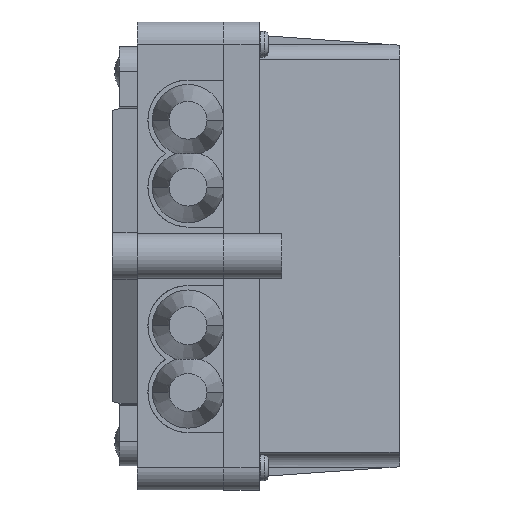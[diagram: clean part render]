
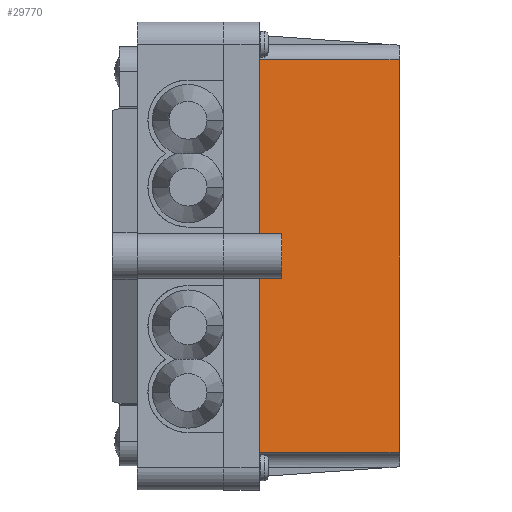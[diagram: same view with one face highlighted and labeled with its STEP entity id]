
A CAD part, front view. The second image highlights one B-rep face of the part: STEP entity #29770.
In plain terms, the highlighted face is planar.
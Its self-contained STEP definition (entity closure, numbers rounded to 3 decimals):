
#16 = PLANE ( 'NONE',  #9697 ) ;
#17 = CARTESIAN_POINT ( 'NONE',  ( 48.127, -21.762, 31.5 ) ) ;
#18 = DIRECTION ( 'NONE',  ( 0., -0.998, 0.07 ) ) ;
#19 = DIRECTION ( 'NONE',  ( 0., -0.07, -0.998 ) ) ;
#4755 = FACE_OUTER_BOUND ( 'NONE', #19535, .T. ) ;
#4846 = LINE ( 'NONE', #5991, #9829 ) ;
#4853 = LINE ( 'NONE', #6005, #9837 ) ;
#4865 = LINE ( 'NONE', #6077, #9878 ) ;
#4869 = LINE ( 'NONE', #6085, #9882 ) ;
#4870 = LINE ( 'NONE', #6087, #9883 ) ;
#4871 = LINE ( 'NONE', #6093, #9886 ) ;
#4872 = LINE ( 'NONE', #6099, #9887 ) ;
#4873 = LINE ( 'NONE', #6101, #9888 ) ;
#5857 = VERTEX_POINT ( 'NONE', #39470 ) ;
#5858 = VERTEX_POINT ( 'NONE', #39471 ) ;
#5863 = VERTEX_POINT ( 'NONE', #39476 ) ;
#5864 = VERTEX_POINT ( 'NONE', #39477 ) ;
#5883 = VERTEX_POINT ( 'NONE', #39496 ) ;
#5884 = VERTEX_POINT ( 'NONE', #39497 ) ;
#5885 = VERTEX_POINT ( 'NONE', #39498 ) ;
#5886 = VERTEX_POINT ( 'NONE', #39499 ) ;
#5887 = VERTEX_POINT ( 'NONE', #39500 ) ;
#5888 = VERTEX_POINT ( 'NONE', #39501 ) ;
#5991 = CARTESIAN_POINT ( 'NONE',  ( 5.829, -21.762, 31.5 ) ) ;
#5992 = DIRECTION ( 'NONE',  ( 0., 0.07, 0.998 ) ) ;
#6005 = CARTESIAN_POINT ( 'NONE',  ( -4.171, -23.071, 12.769 ) ) ;
#6006 = DIRECTION ( 'NONE',  ( 0., 0.07, 0.998 ) ) ;
#6077 = CARTESIAN_POINT ( 'NONE',  ( 48.127, -23.615, 5. ) ) ;
#6078 = DIRECTION ( 'NONE',  ( 1., 0., 0. ) ) ;
#6085 = CARTESIAN_POINT ( 'NONE',  ( 44.829, -21.762, 31.5 ) ) ;
#6086 = DIRECTION ( 'NONE',  ( 0., 0.07, 0.998 ) ) ;
#6087 = CARTESIAN_POINT ( 'NONE',  ( -46.468, -23.964, 0. ) ) ;
#6088 = DIRECTION ( 'NONE',  ( -1., 0., 0. ) ) ;
#6089 = CARTESIAN_POINT ( 'NONE',  ( 44.829, -21.964, 28.601 ) ) ;
#6090 = CARTESIAN_POINT ( 'NONE',  ( 44.829, -21.897, 29.568 ) ) ;
#6091 = CARTESIAN_POINT ( 'NONE',  ( 44.831, -21.829, 30.535 ) ) ;
#6092 = CARTESIAN_POINT ( 'NONE',  ( 44.835, -21.762, 31.5 ) ) ;
#6093 = CARTESIAN_POINT ( 'NONE',  ( 48.127, -21.762, 31.5 ) ) ;
#6094 = DIRECTION ( 'NONE',  ( 1., 0., 0. ) ) ;
#6095 = CARTESIAN_POINT ( 'NONE',  ( -43.177, -21.762, 31.5 ) ) ;
#6096 = CARTESIAN_POINT ( 'NONE',  ( -43.173, -21.829, 30.535 ) ) ;
#6097 = CARTESIAN_POINT ( 'NONE',  ( -43.171, -21.897, 29.568 ) ) ;
#6098 = CARTESIAN_POINT ( 'NONE',  ( -43.171, -21.964, 28.601 ) ) ;
#6099 = CARTESIAN_POINT ( 'NONE',  ( -43.171, -23.954, 0.153 ) ) ;
#6100 = DIRECTION ( 'NONE',  ( 0., 0.07, 0.998 ) ) ;
#6101 = CARTESIAN_POINT ( 'NONE',  ( -46.468, -23.964, 0. ) ) ;
#6102 = DIRECTION ( 'NONE',  ( -1., 0., 0. ) ) ;
#9697 = AXIS2_PLACEMENT_3D ( 'NONE', #17, #18, #19 ) ;
#9829 = VECTOR ( 'NONE', #5992, 1000. ) ;
#9837 = VECTOR ( 'NONE', #6006, 1000. ) ;
#9878 = VECTOR ( 'NONE', #6078, 1000. ) ;
#9882 = VECTOR ( 'NONE', #6086, 1000. ) ;
#9883 = VECTOR ( 'NONE', #6088, 1000. ) ;
#9886 = VECTOR ( 'NONE', #6094, 1000. ) ;
#9887 = VECTOR ( 'NONE', #6100, 1000. ) ;
#9888 = VECTOR ( 'NONE', #6102, 1000. ) ;
#19535 = EDGE_LOOP ( 'NONE', ( #30802, #30804, #30803, #30805, #30806, #30807, #30808, #30809, #30811, #30810 ) ) ;
#29770 = ADVANCED_FACE ( 'NONE', ( #4755 ), #16, .T. ) ;
#29924 = EDGE_CURVE ( 'NONE', #5857, #5858, #4846, .T. ) ;
#29935 = EDGE_CURVE ( 'NONE', #5864, #5863, #4853, .T. ) ;
#29975 = EDGE_CURVE ( 'NONE', #5863, #5858, #4865, .T. ) ;
#29979 = EDGE_CURVE ( 'NONE', #5883, #5884, #4869, .T. ) ;
#29980 = EDGE_CURVE ( 'NONE', #5883, #5857, #4870, .T. ) ;
#29982 = EDGE_CURVE ( 'NONE', #5884, #5885, #54209, .T. ) ;
#29985 = EDGE_CURVE ( 'NONE', #5886, #5885, #4871, .T. ) ;
#29987 = EDGE_CURVE ( 'NONE', #5886, #5887, #54205, .T. ) ;
#29988 = EDGE_CURVE ( 'NONE', #5888, #5887, #4872, .T. ) ;
#29989 = EDGE_CURVE ( 'NONE', #5864, #5888, #4873, .T. ) ;
#30802 = ORIENTED_EDGE ( 'NONE', *, *, #29980, .F. ) ;
#30803 = ORIENTED_EDGE ( 'NONE', *, *, #29982, .T. ) ;
#30804 = ORIENTED_EDGE ( 'NONE', *, *, #29979, .T. ) ;
#30805 = ORIENTED_EDGE ( 'NONE', *, *, #29985, .F. ) ;
#30806 = ORIENTED_EDGE ( 'NONE', *, *, #29987, .T. ) ;
#30807 = ORIENTED_EDGE ( 'NONE', *, *, #29988, .F. ) ;
#30808 = ORIENTED_EDGE ( 'NONE', *, *, #29989, .F. ) ;
#30809 = ORIENTED_EDGE ( 'NONE', *, *, #29935, .T. ) ;
#30810 = ORIENTED_EDGE ( 'NONE', *, *, #29924, .F. ) ;
#30811 = ORIENTED_EDGE ( 'NONE', *, *, #29975, .T. ) ;
#39470 = CARTESIAN_POINT ( 'NONE',  ( 5.829, -23.964, 0. ) ) ;
#39471 = CARTESIAN_POINT ( 'NONE',  ( 5.829, -23.615, 5. ) ) ;
#39476 = CARTESIAN_POINT ( 'NONE',  ( -4.171, -23.615, 5. ) ) ;
#39477 = CARTESIAN_POINT ( 'NONE',  ( -4.171, -23.964, 0. ) ) ;
#39496 = CARTESIAN_POINT ( 'NONE',  ( 44.829, -23.964, 0. ) ) ;
#39497 = CARTESIAN_POINT ( 'NONE',  ( 44.829, -21.964, 28.601 ) ) ;
#39498 = CARTESIAN_POINT ( 'NONE',  ( 44.835, -21.762, 31.5 ) ) ;
#39499 = CARTESIAN_POINT ( 'NONE',  ( -43.177, -21.762, 31.5 ) ) ;
#39500 = CARTESIAN_POINT ( 'NONE',  ( -43.171, -21.964, 28.601 ) ) ;
#39501 = CARTESIAN_POINT ( 'NONE',  ( -43.171, -23.964, 0. ) ) ;
#54205 =( BOUNDED_CURVE ( )  B_SPLINE_CURVE ( 3, ( #6095, #6096, #6097, #6098 ),
 .UNSPECIFIED., .F., .T. ) 
 B_SPLINE_CURVE_WITH_KNOTS ( ( 4, 4 ),
 ( 4.654, 4.712 ),
 .UNSPECIFIED. ) 
 CURVE ( )  GEOMETRIC_REPRESENTATION_ITEM ( )  RATIONAL_B_SPLINE_CURVE ( ( 1., 1., 1., 1. ) ) 
 REPRESENTATION_ITEM ( '' )  );
#54209 =( BOUNDED_CURVE ( )  B_SPLINE_CURVE ( 3, ( #6089, #6090, #6091, #6092 ),
 .UNSPECIFIED., .F., .T. ) 
 B_SPLINE_CURVE_WITH_KNOTS ( ( 4, 4 ),
 ( 1.571, 1.629 ),
 .UNSPECIFIED. ) 
 CURVE ( )  GEOMETRIC_REPRESENTATION_ITEM ( )  RATIONAL_B_SPLINE_CURVE ( ( 1., 1., 1., 1. ) ) 
 REPRESENTATION_ITEM ( '' )  );
